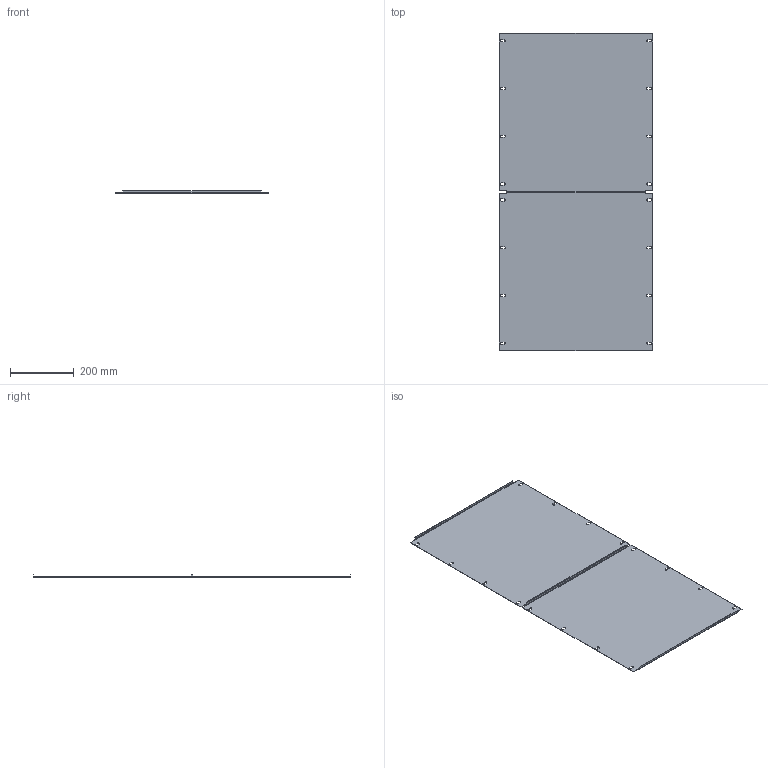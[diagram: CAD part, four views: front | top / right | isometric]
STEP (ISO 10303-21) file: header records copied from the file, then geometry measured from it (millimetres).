
FILE_DESCRIPTION (( 'STEP AP214' ), '1' );
FILE_NAME ('mb-15-gp-5060n Ê-ò ïë-â ãëóõèõ (2øò) âûñ 500 äëÿ ÂÐÓ Unit øèðèíîé 600ìì (ÌÈ-2329).STEP', '2021-11-17T12:26:53', ( '' ), ( '' ), 'SwSTEP 2.0', 'SolidWorks 2021', '' );
FILE_SCHEMA (( 'AUTOMOTIVE_DESIGN' ));
Length unit declared in the file: millimetre
Products named in the file (2): mb-15-gp-5060n Ê-ò ïë-â ãëóõèõ (2øò) âûñ 500 äëÿ ÂÐÓ Unit øèðèíîé 600ìì (ÌÈ-2329); ÌÈ-2328.00.00.001 Ïëàñòðîí ãëóõîé 500 ïîä øèðèíó 450ìì_01
Assembly tree (2 placements, depth 2):
  mb-15-gp-5060n Ê-ò ïë-â ãëóõèõ (2øò) âûñ 500 äëÿ ÂÐÓ Unit øèðèíîé 600ìì (ÌÈ-2329)
    ÌÈ-2328.00.00.001 Ïëàñòðîí ãëóõîé 500 ïîä øèðèíó 450ìì_01  x2
Bounding box: 482 x 998 x 8 mm (x, y, z)
Volume: 489150 mm3; surface area: 982878.8 mm2
Topology: 2 solids, 2 shells, 140 faces, 376 edges, 240 vertices
Faces by surface type: plane 84, cylinder 56
Entity records: 2308 total; most frequent: DIRECTION 394, CARTESIAN_POINT 383, ORIENTED_EDGE 376, EDGE_CURVE 188, VECTOR 132, LINE 132, AXIS2_PLACEMENT_3D 131, VERTEX_POINT 120
